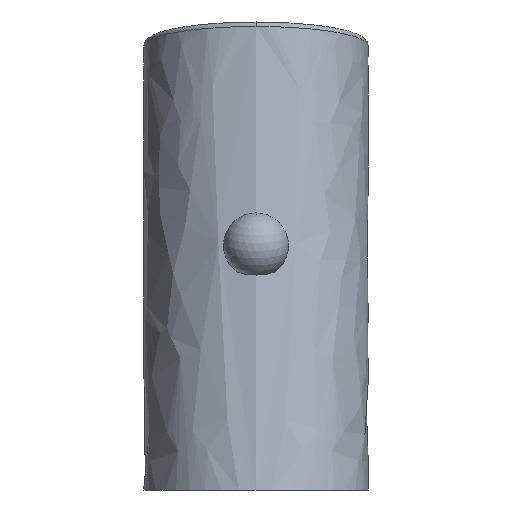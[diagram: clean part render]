
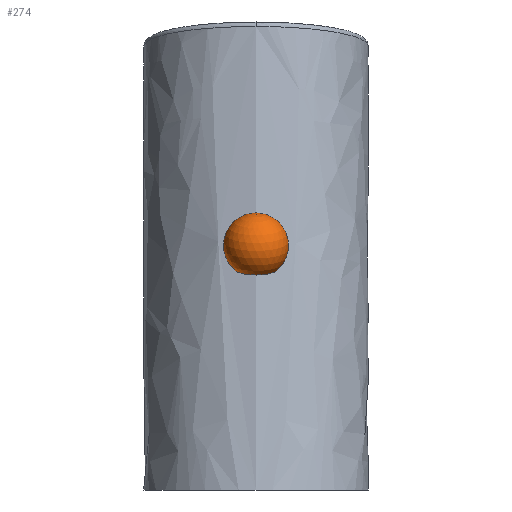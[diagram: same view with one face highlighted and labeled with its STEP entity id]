
A CAD part, left-side view. The second image highlights one B-rep face of the part: STEP entity #274.
In plain terms, the highlighted spherical face has radius 7.25 mm.
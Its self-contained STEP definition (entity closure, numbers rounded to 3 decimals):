
#87=ORIENTED_EDGE('',*,*,#165,.T.);
#165=EDGE_CURVE('',#204,#204,#228,.T.);
#204=VERTEX_POINT('',#355);
#228=CIRCLE('',#324,4.724);
#229=EDGE_LOOP('',(#87));
#250=FACE_BOUND('',#229,.T.);
#271=SPHERICAL_SURFACE('',#323,7.25);
#274=ADVANCED_FACE('',(#250),#271,.T.);
#323=AXIS2_PLACEMENT_3D('',#353,#334,#335);
#324=AXIS2_PLACEMENT_3D('',#354,#336,#337);
#334=DIRECTION('',(-0.276,0.,0.961));
#335=DIRECTION('',(0.961,0.,0.276));
#336=DIRECTION('',(-0.276,0.,0.961));
#337=DIRECTION('',(-0.961,0.,-0.276));
#353=CARTESIAN_POINT('',(-24.227,0.,54.448));
#354=CARTESIAN_POINT('',(-22.711,0.,49.161));
#355=CARTESIAN_POINT('',(-27.251,0.,47.859));
